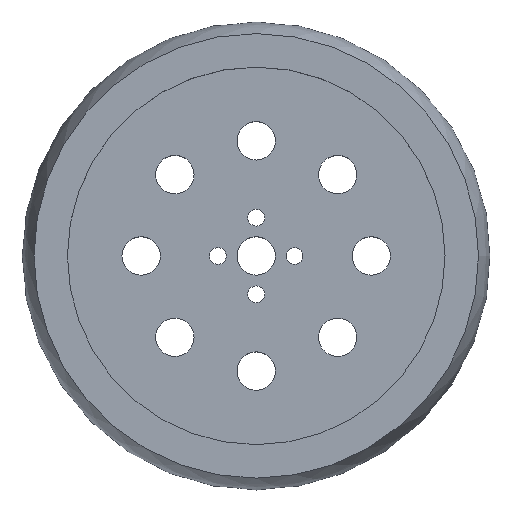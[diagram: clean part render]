
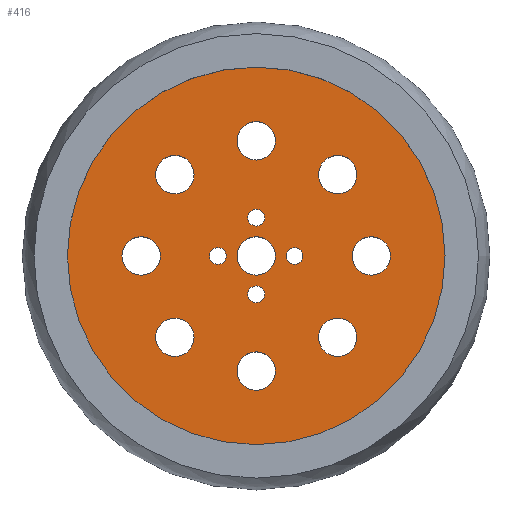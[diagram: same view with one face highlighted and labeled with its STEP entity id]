
A CAD part, top view. The second image highlights one B-rep face of the part: STEP entity #416.
In plain terms, the highlighted planar face has unit normal (0, 0, 1).
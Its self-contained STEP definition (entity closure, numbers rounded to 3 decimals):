
#14=FACE_BOUND('',#108,.T.);
#15=FACE_BOUND('',#109,.T.);
#16=FACE_BOUND('',#110,.T.);
#17=FACE_BOUND('',#111,.T.);
#18=FACE_BOUND('',#112,.T.);
#19=FACE_BOUND('',#113,.T.);
#20=FACE_BOUND('',#114,.T.);
#21=FACE_BOUND('',#115,.T.);
#22=FACE_BOUND('',#116,.T.);
#23=FACE_BOUND('',#117,.T.);
#24=FACE_BOUND('',#118,.T.);
#25=FACE_BOUND('',#119,.T.);
#26=FACE_BOUND('',#120,.T.);
#42=PLANE('',#488);
#84=FACE_OUTER_BOUND('',#107,.T.);
#107=EDGE_LOOP('',(#366));
#108=EDGE_LOOP('',(#367));
#109=EDGE_LOOP('',(#368));
#110=EDGE_LOOP('',(#369));
#111=EDGE_LOOP('',(#370));
#112=EDGE_LOOP('',(#371));
#113=EDGE_LOOP('',(#372));
#114=EDGE_LOOP('',(#373));
#115=EDGE_LOOP('',(#374));
#116=EDGE_LOOP('',(#375));
#117=EDGE_LOOP('',(#376));
#118=EDGE_LOOP('',(#377));
#119=EDGE_LOOP('',(#378));
#120=EDGE_LOOP('',(#379));
#174=CIRCLE('',#441,4.);
#176=CIRCLE('',#444,4.);
#178=CIRCLE('',#447,4.);
#180=CIRCLE('',#450,4.);
#182=CIRCLE('',#453,4.);
#184=CIRCLE('',#456,4.);
#186=CIRCLE('',#459,4.);
#188=CIRCLE('',#462,4.);
#190=CIRCLE('',#465,1.75);
#192=CIRCLE('',#468,1.75);
#194=CIRCLE('',#471,1.75);
#196=CIRCLE('',#474,1.75);
#198=CIRCLE('',#477,4.);
#204=CIRCLE('',#485,39.37);
#209=VERTEX_POINT('',#634);
#211=VERTEX_POINT('',#640);
#213=VERTEX_POINT('',#646);
#215=VERTEX_POINT('',#652);
#217=VERTEX_POINT('',#658);
#219=VERTEX_POINT('',#664);
#221=VERTEX_POINT('',#670);
#223=VERTEX_POINT('',#676);
#225=VERTEX_POINT('',#682);
#227=VERTEX_POINT('',#688);
#229=VERTEX_POINT('',#694);
#231=VERTEX_POINT('',#700);
#233=VERTEX_POINT('',#706);
#238=VERTEX_POINT('',#748);
#246=EDGE_CURVE('',#209,#209,#174,.T.);
#249=EDGE_CURVE('',#211,#211,#176,.T.);
#252=EDGE_CURVE('',#213,#213,#178,.T.);
#255=EDGE_CURVE('',#215,#215,#180,.T.);
#258=EDGE_CURVE('',#217,#217,#182,.T.);
#261=EDGE_CURVE('',#219,#219,#184,.T.);
#264=EDGE_CURVE('',#221,#221,#186,.T.);
#267=EDGE_CURVE('',#223,#223,#188,.T.);
#270=EDGE_CURVE('',#225,#225,#190,.T.);
#273=EDGE_CURVE('',#227,#227,#192,.T.);
#276=EDGE_CURVE('',#229,#229,#194,.T.);
#279=EDGE_CURVE('',#231,#231,#196,.T.);
#282=EDGE_CURVE('',#233,#233,#198,.T.);
#289=EDGE_CURVE('',#238,#238,#204,.T.);
#366=ORIENTED_EDGE('',*,*,#289,.T.);
#367=ORIENTED_EDGE('',*,*,#246,.F.);
#368=ORIENTED_EDGE('',*,*,#249,.F.);
#369=ORIENTED_EDGE('',*,*,#252,.F.);
#370=ORIENTED_EDGE('',*,*,#255,.F.);
#371=ORIENTED_EDGE('',*,*,#258,.F.);
#372=ORIENTED_EDGE('',*,*,#261,.F.);
#373=ORIENTED_EDGE('',*,*,#264,.F.);
#374=ORIENTED_EDGE('',*,*,#267,.F.);
#375=ORIENTED_EDGE('',*,*,#270,.F.);
#376=ORIENTED_EDGE('',*,*,#273,.F.);
#377=ORIENTED_EDGE('',*,*,#276,.F.);
#378=ORIENTED_EDGE('',*,*,#279,.F.);
#379=ORIENTED_EDGE('',*,*,#282,.F.);
#416=ADVANCED_FACE('',(#84,#14,#15,#16,#17,#18,#19,#20,#21,#22,#23,#24,
#25,#26),#42,.T.);
#441=AXIS2_PLACEMENT_3D('',#636,#508,#509);
#444=AXIS2_PLACEMENT_3D('',#642,#515,#516);
#447=AXIS2_PLACEMENT_3D('',#648,#522,#523);
#450=AXIS2_PLACEMENT_3D('',#654,#529,#530);
#453=AXIS2_PLACEMENT_3D('',#660,#536,#537);
#456=AXIS2_PLACEMENT_3D('',#666,#543,#544);
#459=AXIS2_PLACEMENT_3D('',#672,#550,#551);
#462=AXIS2_PLACEMENT_3D('',#678,#557,#558);
#465=AXIS2_PLACEMENT_3D('',#684,#564,#565);
#468=AXIS2_PLACEMENT_3D('',#690,#571,#572);
#471=AXIS2_PLACEMENT_3D('',#696,#578,#579);
#474=AXIS2_PLACEMENT_3D('',#702,#585,#586);
#477=AXIS2_PLACEMENT_3D('',#708,#592,#593);
#485=AXIS2_PLACEMENT_3D('',#749,#609,#610);
#488=AXIS2_PLACEMENT_3D('',#754,#616,#617);
#508=DIRECTION('center_axis',(0.,0.,1.));
#509=DIRECTION('ref_axis',(1.,0.,0.));
#515=DIRECTION('center_axis',(0.,0.,1.));
#516=DIRECTION('ref_axis',(1.,0.,0.));
#522=DIRECTION('center_axis',(0.,0.,1.));
#523=DIRECTION('ref_axis',(1.,0.,0.));
#529=DIRECTION('center_axis',(0.,0.,1.));
#530=DIRECTION('ref_axis',(1.,0.,0.));
#536=DIRECTION('center_axis',(0.,0.,1.));
#537=DIRECTION('ref_axis',(1.,0.,0.));
#543=DIRECTION('center_axis',(0.,0.,1.));
#544=DIRECTION('ref_axis',(1.,0.,0.));
#550=DIRECTION('center_axis',(0.,0.,1.));
#551=DIRECTION('ref_axis',(1.,0.,0.));
#557=DIRECTION('center_axis',(0.,0.,1.));
#558=DIRECTION('ref_axis',(1.,0.,0.));
#564=DIRECTION('center_axis',(0.,0.,1.));
#565=DIRECTION('ref_axis',(1.,0.,0.));
#571=DIRECTION('center_axis',(0.,0.,1.));
#572=DIRECTION('ref_axis',(1.,0.,0.));
#578=DIRECTION('center_axis',(0.,0.,1.));
#579=DIRECTION('ref_axis',(1.,0.,0.));
#585=DIRECTION('center_axis',(0.,0.,1.));
#586=DIRECTION('ref_axis',(1.,0.,0.));
#592=DIRECTION('center_axis',(0.,0.,1.));
#593=DIRECTION('ref_axis',(1.,0.,0.));
#609=DIRECTION('center_axis',(0.,0.,1.));
#610=DIRECTION('ref_axis',(1.,0.,0.));
#616=DIRECTION('center_axis',(0.,0.,1.));
#617=DIRECTION('ref_axis',(1.,0.,0.));
#634=CARTESIAN_POINT('',(-46.234,28.94,8.374));
#636=CARTESIAN_POINT('Origin',(-42.234,28.94,8.374));
#640=CARTESIAN_POINT('',(-46.234,-5.001,8.374));
#642=CARTESIAN_POINT('Origin',(-42.234,-5.001,8.374));
#646=CARTESIAN_POINT('',(-12.293,-5.001,8.374));
#648=CARTESIAN_POINT('Origin',(-8.293,-5.001,8.374));
#652=CARTESIAN_POINT('',(-12.293,28.94,8.374));
#654=CARTESIAN_POINT('Origin',(-8.293,28.94,8.374));
#658=CARTESIAN_POINT('',(-53.264,11.97,8.374));
#660=CARTESIAN_POINT('Origin',(-49.264,11.97,8.374));
#664=CARTESIAN_POINT('',(-29.264,-12.03,8.374));
#666=CARTESIAN_POINT('Origin',(-25.264,-12.03,8.374));
#670=CARTESIAN_POINT('',(-5.264,11.97,8.374));
#672=CARTESIAN_POINT('Origin',(-1.264,11.97,8.374));
#676=CARTESIAN_POINT('',(-29.264,35.97,8.374));
#678=CARTESIAN_POINT('Origin',(-25.264,35.97,8.374));
#682=CARTESIAN_POINT('',(-35.014,11.97,8.374));
#684=CARTESIAN_POINT('Origin',(-33.264,11.97,8.374));
#688=CARTESIAN_POINT('',(-27.014,3.97,8.374));
#690=CARTESIAN_POINT('Origin',(-25.264,3.97,8.374));
#694=CARTESIAN_POINT('',(-19.014,11.97,8.374));
#696=CARTESIAN_POINT('Origin',(-17.264,11.97,8.374));
#700=CARTESIAN_POINT('',(-27.014,19.97,8.374));
#702=CARTESIAN_POINT('Origin',(-25.264,19.97,8.374));
#706=CARTESIAN_POINT('',(-29.264,11.97,8.374));
#708=CARTESIAN_POINT('Origin',(-25.264,11.97,8.374));
#748=CARTESIAN_POINT('',(-64.634,11.97,8.374));
#749=CARTESIAN_POINT('Origin',(-25.264,11.97,8.374));
#754=CARTESIAN_POINT('Origin',(-25.264,11.97,8.374));
